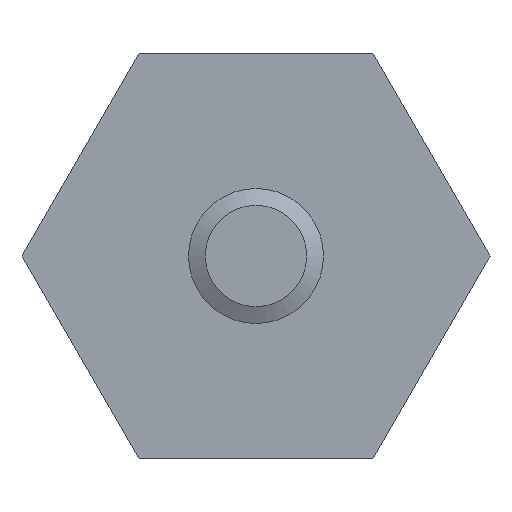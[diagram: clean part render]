
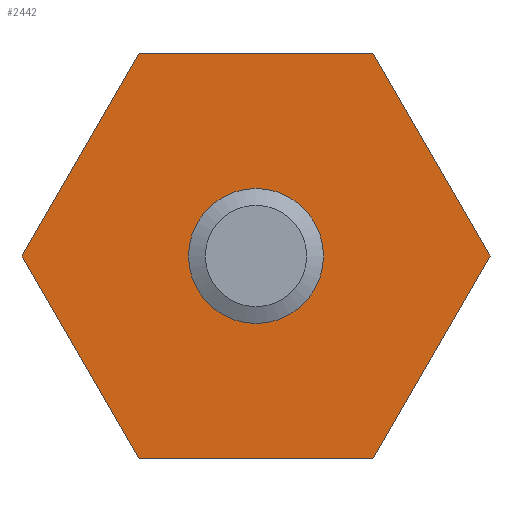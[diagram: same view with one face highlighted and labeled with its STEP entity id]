
A CAD part, front view. The second image highlights one B-rep face of the part: STEP entity #2442.
In plain terms, the highlighted planar face has unit normal (0, -1, 0).
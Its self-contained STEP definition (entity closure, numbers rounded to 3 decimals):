
#28=FACE_BOUND('',#418,.T.);
#38=PLANE('',#2836);
#286=FACE_OUTER_BOUND('',#417,.T.);
#417=EDGE_LOOP('',(#2304,#2305,#2306,#2307,#2308,#2309));
#418=EDGE_LOOP('',(#2310));
#539=LINE('',#4450,#677);
#543=LINE('',#4458,#681);
#546=LINE('',#4464,#684);
#549=LINE('',#4470,#687);
#552=LINE('',#4476,#690);
#555=LINE('',#4481,#693);
#677=VECTOR('',#3687,1000.);
#681=VECTOR('',#3693,1000.);
#684=VECTOR('',#3698,1000.);
#687=VECTOR('',#3703,1000.);
#690=VECTOR('',#3708,1000.);
#693=VECTOR('',#3713,1000.);
#814=CIRCLE('',#2650,2.);
#1052=VERTEX_POINT('',#4089);
#1171=VERTEX_POINT('',#4448);
#1172=VERTEX_POINT('',#4449);
#1175=VERTEX_POINT('',#4457);
#1177=VERTEX_POINT('',#4463);
#1179=VERTEX_POINT('',#4469);
#1181=VERTEX_POINT('',#4475);
#1362=EDGE_CURVE('',#1052,#1052,#814,.T.);
#1541=EDGE_CURVE('',#1171,#1172,#539,.T.);
#1545=EDGE_CURVE('',#1172,#1175,#543,.T.);
#1548=EDGE_CURVE('',#1175,#1177,#546,.T.);
#1551=EDGE_CURVE('',#1177,#1179,#549,.T.);
#1554=EDGE_CURVE('',#1179,#1181,#552,.T.);
#1557=EDGE_CURVE('',#1181,#1171,#555,.T.);
#2304=ORIENTED_EDGE('',*,*,#1541,.F.);
#2305=ORIENTED_EDGE('',*,*,#1557,.F.);
#2306=ORIENTED_EDGE('',*,*,#1554,.F.);
#2307=ORIENTED_EDGE('',*,*,#1551,.F.);
#2308=ORIENTED_EDGE('',*,*,#1548,.F.);
#2309=ORIENTED_EDGE('',*,*,#1545,.F.);
#2310=ORIENTED_EDGE('',*,*,#1362,.F.);
#2442=ADVANCED_FACE('',(#286,#28),#38,.F.);
#2650=AXIS2_PLACEMENT_3D('',#4090,#3267,#3268);
#2836=AXIS2_PLACEMENT_3D('',#4484,#3717,#3718);
#3267=DIRECTION('center_axis',(0.,-1.,0.));
#3268=DIRECTION('ref_axis',(0.,0.,1.));
#3687=DIRECTION('',(0.5,0.,-0.866));
#3693=DIRECTION('',(-0.5,0.,-0.866));
#3698=DIRECTION('',(-1.,0.,0.));
#3703=DIRECTION('',(-0.5,0.,0.866));
#3708=DIRECTION('',(0.5,0.,0.866));
#3713=DIRECTION('',(1.,0.,0.));
#3717=DIRECTION('center_axis',(0.,1.,0.));
#3718=DIRECTION('ref_axis',(0.,0.,1.));
#4089=CARTESIAN_POINT('',(0.,-15.,2.));
#4090=CARTESIAN_POINT('Origin',(0.,-15.,0.));
#4448=CARTESIAN_POINT('',(3.464,-15.,6.));
#4449=CARTESIAN_POINT('',(6.928,-15.,0.));
#4450=CARTESIAN_POINT('',(3.464,-15.,6.));
#4457=CARTESIAN_POINT('',(3.464,-15.,-6.));
#4458=CARTESIAN_POINT('',(6.928,-15.,0.));
#4463=CARTESIAN_POINT('',(-3.464,-15.,-6.));
#4464=CARTESIAN_POINT('',(3.464,-15.,-6.));
#4469=CARTESIAN_POINT('',(-6.928,-15.,0.));
#4470=CARTESIAN_POINT('',(-3.464,-15.,-6.));
#4475=CARTESIAN_POINT('',(-3.464,-15.,6.));
#4476=CARTESIAN_POINT('',(-6.928,-15.,0.));
#4481=CARTESIAN_POINT('',(-3.464,-15.,6.));
#4484=CARTESIAN_POINT('Origin',(0.,-15.,0.));
